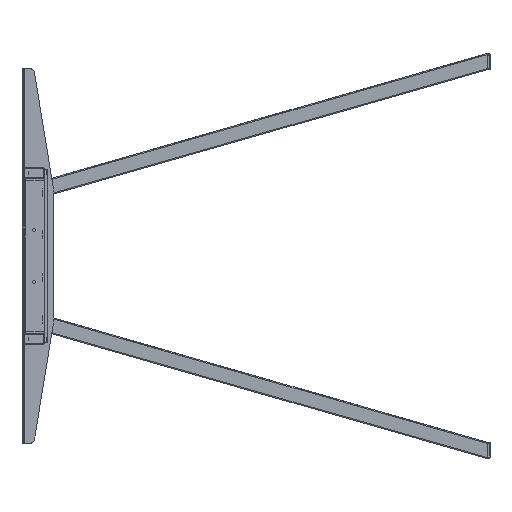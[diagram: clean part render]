
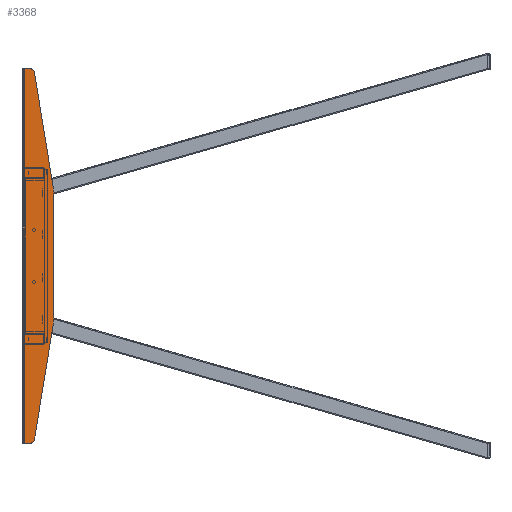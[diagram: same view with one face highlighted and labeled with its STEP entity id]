
A CAD part, left-side view. The second image highlights one B-rep face of the part: STEP entity #3368.
In plain terms, the highlighted planar face has unit normal (-1, 0, 0).
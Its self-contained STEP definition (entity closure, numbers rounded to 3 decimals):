
#526 = ORIENTED_EDGE ( 'NONE', *, *, #30587, .T. ) ;
#1620 = ORIENTED_EDGE ( 'NONE', *, *, #48983, .T. ) ;
#1802 = LINE ( 'NONE', #14059, #3694 ) ;
#2218 = AXIS2_PLACEMENT_3D ( 'NONE', #2911, #51039, #10502 ) ;
#2911 = CARTESIAN_POINT ( 'NONE',  ( -1789., 899.331, 359.9 ) ) ;
#3338 = CARTESIAN_POINT ( 'NONE',  ( -1789., 895.331, -360.1 ) ) ;
#3368 = ADVANCED_FACE ( 'NONE', ( #38863 ), #46984, .T. ) ;
#3694 = VECTOR ( 'NONE', #42285, 1000. ) ;
#3736 = CARTESIAN_POINT ( 'NONE',  ( -1789., 888.331, 120.866 ) ) ;
#4225 = LINE ( 'NONE', #26370, #21836 ) ;
#4838 = ORIENTED_EDGE ( 'NONE', *, *, #27374, .F. ) ;
#4850 = VECTOR ( 'NONE', #27306, 1000. ) ;
#4855 = CARTESIAN_POINT ( 'NONE',  ( -1789., 838.331, 120.866 ) ) ;
#4896 = VECTOR ( 'NONE', #36578, 1000. ) ;
#5023 = DIRECTION ( 'NONE',  ( 0., 0., 1. ) ) ;
#5610 = CARTESIAN_POINT ( 'NONE',  ( -1789., 876.501, -360.1 ) ) ;
#6978 = CARTESIAN_POINT ( 'NONE',  ( -1789., 895.331, 359.9 ) ) ;
#7660 = VERTEX_POINT ( 'NONE', #8511 ) ;
#7805 = DIRECTION ( 'NONE',  ( -1., 0., 0. ) ) ;
#7841 = VERTEX_POINT ( 'NONE', #43194 ) ;
#8204 = EDGE_CURVE ( 'NONE', #42873, #34081, #4225, .T. ) ;
#8511 = CARTESIAN_POINT ( 'NONE',  ( -1789., 838.978, 128.882 ) ) ;
#9251 = LINE ( 'NONE', #23374, #4850 ) ;
#10502 = DIRECTION ( 'NONE',  ( 0., 0., 1. ) ) ;
#10683 = VERTEX_POINT ( 'NONE', #25618 ) ;
#12308 = CARTESIAN_POINT ( 'NONE',  ( -1789., 838.331, 124.9 ) ) ;
#14059 = CARTESIAN_POINT ( 'NONE',  ( -1789., 838.331, -125.1 ) ) ;
#16159 = LINE ( 'NONE', #12308, #4896 ) ;
#16513 = EDGE_CURVE ( 'NONE', #25706, #7841, #40030, .T. ) ;
#17938 = CARTESIAN_POINT ( 'NONE',  ( -1789., 888.331, -121.066 ) ) ;
#20274 = DIRECTION ( 'NONE',  ( 0., 0., 1. ) ) ;
#20665 = CIRCLE ( 'NONE', #25849, 10. ) ;
#21158 = EDGE_CURVE ( 'NONE', #25706, #7660, #16159, .T. ) ;
#21836 = VECTOR ( 'NONE', #23313, 1000. ) ;
#22230 = LINE ( 'NONE', #49777, #45523 ) ;
#22460 = VERTEX_POINT ( 'NONE', #6978 ) ;
#22852 = CARTESIAN_POINT ( 'NONE',  ( -1789., 838.978, -129.082 ) ) ;
#23313 = DIRECTION ( 'NONE',  ( 0., 1., 0. ) ) ;
#23362 = AXIS2_PLACEMENT_3D ( 'NONE', #30303, #26612, #50534 ) ;
#23374 = CARTESIAN_POINT ( 'NONE',  ( -1789., 895.331, 359.9 ) ) ;
#23744 = ORIENTED_EDGE ( 'NONE', *, *, #49929, .T. ) ;
#25134 = DIRECTION ( 'NONE',  ( -1., 0., 0. ) ) ;
#25618 = CARTESIAN_POINT ( 'NONE',  ( -1789., 838.331, -121.066 ) ) ;
#25706 = VERTEX_POINT ( 'NONE', #44599 ) ;
#25849 = AXIS2_PLACEMENT_3D ( 'NONE', #49246, #25134, #5023 ) ;
#25900 = EDGE_CURVE ( 'NONE', #45379, #51814, #31785, .T. ) ;
#26213 = VERTEX_POINT ( 'NONE', #4855 ) ;
#26370 = CARTESIAN_POINT ( 'NONE',  ( -1789., 899.331, -360.1 ) ) ;
#26612 = DIRECTION ( 'NONE',  ( -1., 0., 0. ) ) ;
#27306 = DIRECTION ( 'NONE',  ( 0., 0., -1. ) ) ;
#27374 = EDGE_CURVE ( 'NONE', #26213, #10683, #1802, .T. ) ;
#30303 = CARTESIAN_POINT ( 'NONE',  ( -1789., 885.008, 349.9 ) ) ;
#30587 = EDGE_CURVE ( 'NONE', #26213, #7660, #36729, .T. ) ;
#31357 = AXIS2_PLACEMENT_3D ( 'NONE', #3736, #7805, #20274 ) ;
#31505 = EDGE_LOOP ( 'NONE', ( #39225, #1620, #4838, #526, #51308, #42827, #49165, #35213, #36514, #23744 ) ) ;
#31785 = LINE ( 'NONE', #5610, #43576 ) ;
#32164 = CIRCLE ( 'NONE', #33540, 50. ) ;
#32313 = EDGE_CURVE ( 'NONE', #22460, #7841, #22230, .T. ) ;
#33540 = AXIS2_PLACEMENT_3D ( 'NONE', #17938, #45651, #46173 ) ;
#34081 = VERTEX_POINT ( 'NONE', #3338 ) ;
#35213 = ORIENTED_EDGE ( 'NONE', *, *, #50627, .T. ) ;
#36514 = ORIENTED_EDGE ( 'NONE', *, *, #8204, .F. ) ;
#36578 = DIRECTION ( 'NONE',  ( 0., -0.16, -0.987 ) ) ;
#36729 = CIRCLE ( 'NONE', #31357, 50. ) ;
#37231 = CARTESIAN_POINT ( 'NONE',  ( -1789., 875.137, -351.703 ) ) ;
#38863 = FACE_OUTER_BOUND ( 'NONE', #31505, .T. ) ;
#39225 = ORIENTED_EDGE ( 'NONE', *, *, #25900, .F. ) ;
#40030 = CIRCLE ( 'NONE', #23362, 10. ) ;
#41008 = CARTESIAN_POINT ( 'NONE',  ( -1789., 885.008, -360.1 ) ) ;
#42215 = DIRECTION ( 'NONE',  ( 0., -1., 0. ) ) ;
#42271 = DIRECTION ( 'NONE',  ( 0., 0.16, -0.987 ) ) ;
#42285 = DIRECTION ( 'NONE',  ( 0., 0., -1. ) ) ;
#42827 = ORIENTED_EDGE ( 'NONE', *, *, #16513, .T. ) ;
#42873 = VERTEX_POINT ( 'NONE', #41008 ) ;
#43194 = CARTESIAN_POINT ( 'NONE',  ( -1789., 885.008, 359.9 ) ) ;
#43576 = VECTOR ( 'NONE', #42271, 1000. ) ;
#44599 = CARTESIAN_POINT ( 'NONE',  ( -1789., 875.137, 351.503 ) ) ;
#45379 = VERTEX_POINT ( 'NONE', #22852 ) ;
#45523 = VECTOR ( 'NONE', #42215, 1000. ) ;
#45651 = DIRECTION ( 'NONE',  ( -1., 0., 0. ) ) ;
#46173 = DIRECTION ( 'NONE',  ( 0., 0., 1. ) ) ;
#46984 = PLANE ( 'NONE',  #2218 ) ;
#48983 = EDGE_CURVE ( 'NONE', #45379, #10683, #32164, .T. ) ;
#49165 = ORIENTED_EDGE ( 'NONE', *, *, #32313, .F. ) ;
#49246 = CARTESIAN_POINT ( 'NONE',  ( -1789., 885.008, -350.1 ) ) ;
#49777 = CARTESIAN_POINT ( 'NONE',  ( -1789., 876.501, 359.9 ) ) ;
#49929 = EDGE_CURVE ( 'NONE', #42873, #51814, #20665, .T. ) ;
#50534 = DIRECTION ( 'NONE',  ( 0., 0., 1. ) ) ;
#50627 = EDGE_CURVE ( 'NONE', #22460, #34081, #9251, .T. ) ;
#51039 = DIRECTION ( 'NONE',  ( -1., 0., 0. ) ) ;
#51308 = ORIENTED_EDGE ( 'NONE', *, *, #21158, .F. ) ;
#51814 = VERTEX_POINT ( 'NONE', #37231 ) ;
